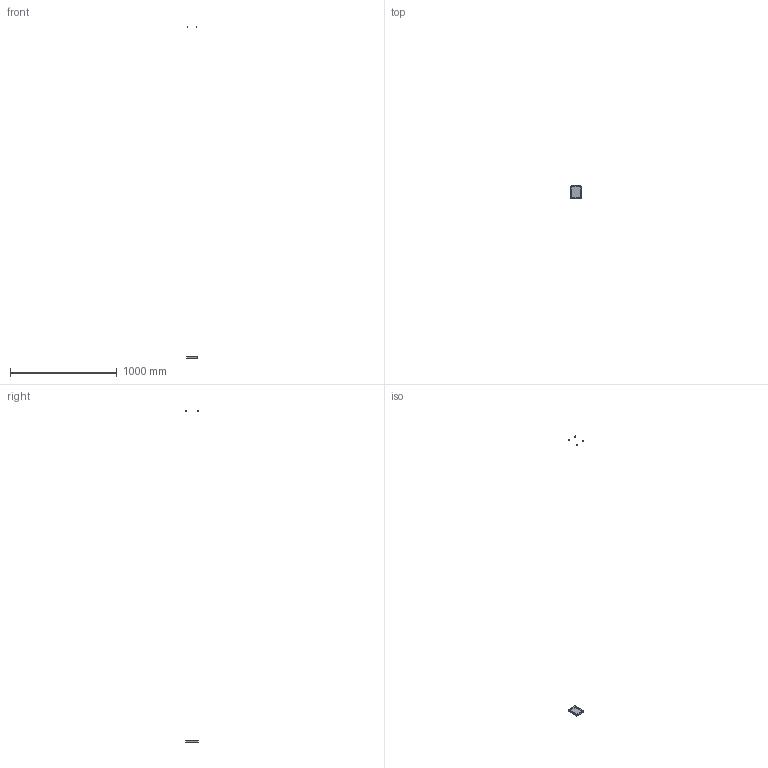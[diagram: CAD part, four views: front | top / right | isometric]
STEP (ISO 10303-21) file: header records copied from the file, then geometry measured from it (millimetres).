
FILE_DESCRIPTION(/* description */ (''),/* implementation_level */ '2;1');
FILE_NAME(/* name */ 'Bottom Case HACKPAD.step',/* time_stamp */ '2026-01-11T13:10:53-06:00',/* author */ (''),/* organization */ (''),/* preprocessor_version */ 'ST-DEVELOPER v20.1',/* originating_system */ 'Autodesk Translation Framework v14.21.0.0',/* authorisation */ '');
FILE_SCHEMA (('AUTOMOTIVE_DESIGN { 1 0 10303 214 3 1 1 }'));
Length unit declared in the file: millimetre
Products named in the file (2): d1mini-case; HACKPAD
Assembly tree (1 placements, depth 2):
  d1mini-case
    HACKPAD
Bounding box: 96.4 x 117.08 x 3109.9 mm (x, y, z)
Volume: 69489.2 mm3; surface area: 33136.7 mm2
Topology: 5 solids, 5 shells, 40 faces, 90 edges, 60 vertices
Faces by surface type: plane 22, cylinder 18
Full cylindrical faces by diameter (mm): 3.4 x8, 6 x4
Entity records: 1211 total; most frequent: DIRECTION 212, CARTESIAN_POINT 193, ORIENTED_EDGE 180, EDGE_CURVE 90, AXIS2_PLACEMENT_3D 79, VERTEX_POINT 60, EDGE_LOOP 56, LINE 54
